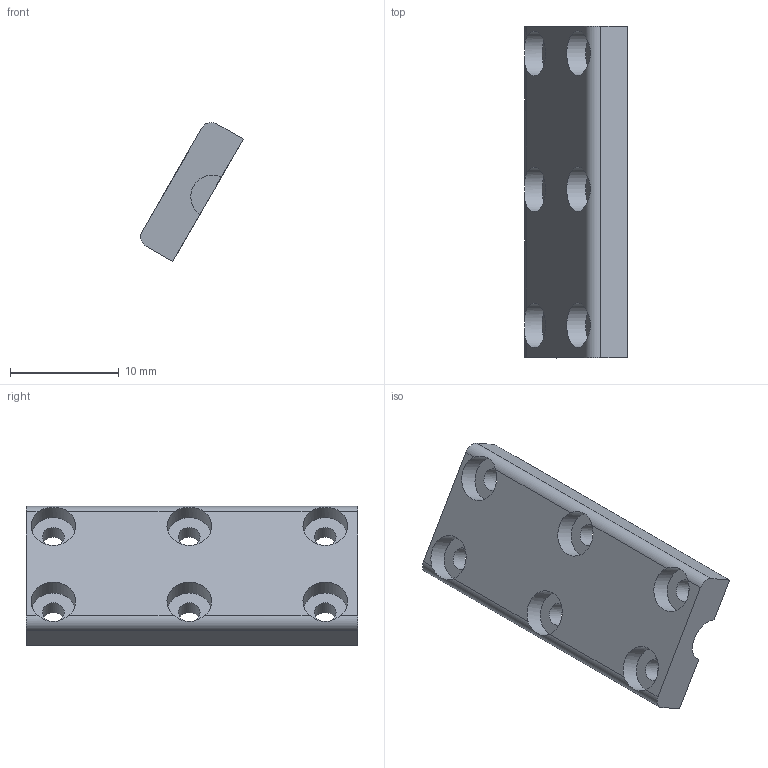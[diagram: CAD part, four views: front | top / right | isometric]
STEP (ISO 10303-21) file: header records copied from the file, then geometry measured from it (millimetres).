
FILE_DESCRIPTION(/* description */ (''),/* implementation_level */ '2;1');
FILE_NAME(/* name */ 'hinge_right_lock.step',/* time_stamp */ '2025-09-03T11:17:24+02:00',/* author */ (''),/* organization */ (''),/* preprocessor_version */ 'ST-DEVELOPER v20.1',/* originating_system */ 'Autodesk Translation Framework v14.10.0.0',/* authorisation */ '');
FILE_SCHEMA (('AUTOMOTIVE_DESIGN { 1 0 10303 214 3 1 1 }'));
Length unit declared in the file: millimetre
Products named in the file (1): hinge_right_lock
Bounding box: 9.43 x 30.5 x 12.79 mm (x, y, z)
Volume: 1161.6 mm3; surface area: 1328 mm2
Topology: 1 solids, 1 shells, 28 faces, 78 edges, 52 vertices
Faces by surface type: cylinder 15, plane 13
Full cylindrical faces by diameter (mm): 2 x6, 4.1 x6
Entity records: 1033 total; most frequent: CARTESIAN_POINT 231, DIRECTION 160, ORIENTED_EDGE 156, EDGE_CURVE 78, AXIS2_PLACEMENT_3D 62, VERTEX_POINT 52, EDGE_LOOP 40, LINE 36
